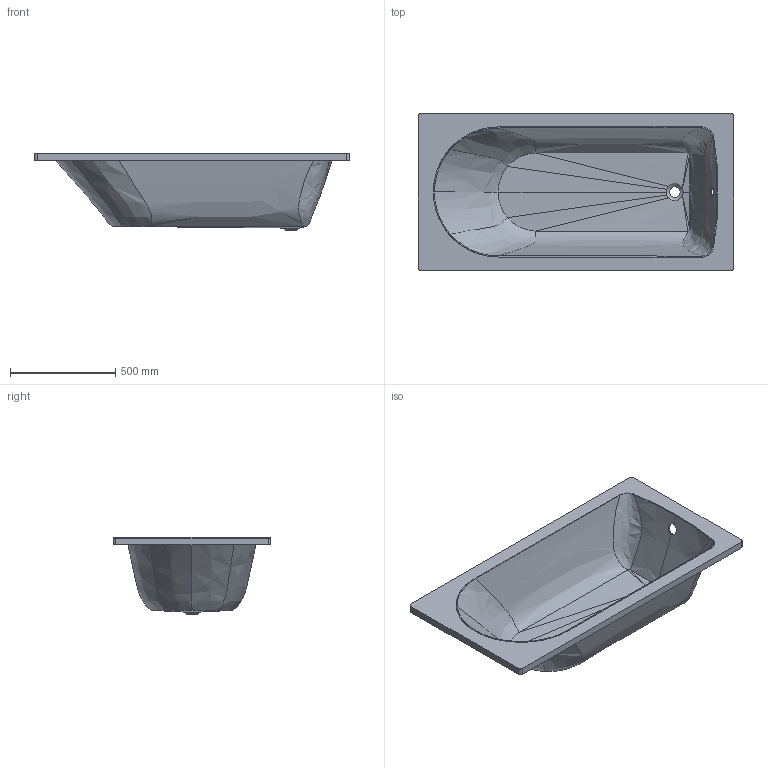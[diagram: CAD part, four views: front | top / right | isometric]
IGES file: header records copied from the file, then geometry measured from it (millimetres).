
Global section: file name: R51; native system: AutoCAD 2016 - English; preprocessor: Autodesk Translation Framework DWG producer (atf_dwg_producer); organization: unknown; date: 20170503.143225; units: millimetre
Bounding box: 1500 x 749.96 x 366.96 mm (x, y, z)
Volume: 11205137.4 mm3; surface area: 3987811.8 mm2
Topology: 2 solids, 2 shells, 72 faces, 197 edges, 127 vertices
Faces by surface type: bspline 72
